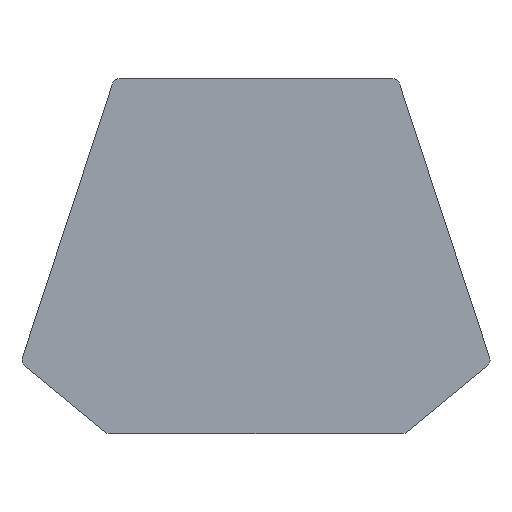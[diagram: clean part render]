
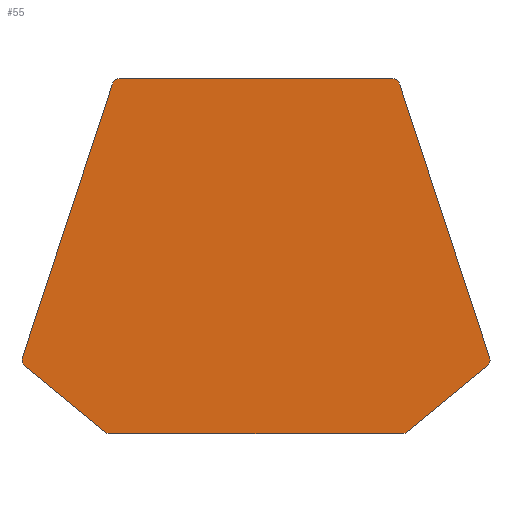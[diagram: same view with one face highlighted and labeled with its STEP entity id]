
A CAD part, top view. The second image highlights one B-rep face of the part: STEP entity #55.
In plain terms, the highlighted planar face has unit normal (0, 0, 1).
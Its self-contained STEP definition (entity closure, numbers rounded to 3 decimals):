
#41=PLANE('',#308);
#55=ADVANCED_FACE('',(#75),#41,.T.);
#75=FACE_OUTER_BOUND('',#89,.T.);
#89=EDGE_LOOP('',(#198,#199,#200,#201,#202,#203,#204,#205,#206,#207,#208,
#209));
#92=LINE('',#397,#116);
#96=LINE('',#409,#120);
#100=LINE('',#421,#124);
#104=LINE('',#433,#128);
#108=LINE('',#445,#132);
#112=LINE('',#457,#136);
#116=VECTOR('',#319,1.);
#120=VECTOR('',#331,1.);
#124=VECTOR('',#343,1.);
#128=VECTOR('',#355,1.);
#132=VECTOR('',#367,1.);
#136=VECTOR('',#379,1.);
#198=ORIENTED_EDGE('',*,*,#265,.F.);
#199=ORIENTED_EDGE('',*,*,#268,.F.);
#200=ORIENTED_EDGE('',*,*,#234,.F.);
#201=ORIENTED_EDGE('',*,*,#238,.F.);
#202=ORIENTED_EDGE('',*,*,#241,.F.);
#203=ORIENTED_EDGE('',*,*,#244,.F.);
#204=ORIENTED_EDGE('',*,*,#247,.F.);
#205=ORIENTED_EDGE('',*,*,#250,.F.);
#206=ORIENTED_EDGE('',*,*,#253,.F.);
#207=ORIENTED_EDGE('',*,*,#256,.F.);
#208=ORIENTED_EDGE('',*,*,#259,.F.);
#209=ORIENTED_EDGE('',*,*,#262,.F.);
#210=VERTEX_POINT('',#389);
#211=VERTEX_POINT('',#390);
#214=VERTEX_POINT('',#398);
#216=VERTEX_POINT('',#404);
#218=VERTEX_POINT('',#410);
#220=VERTEX_POINT('',#416);
#222=VERTEX_POINT('',#422);
#224=VERTEX_POINT('',#428);
#226=VERTEX_POINT('',#434);
#228=VERTEX_POINT('',#440);
#230=VERTEX_POINT('',#446);
#232=VERTEX_POINT('',#452);
#234=EDGE_CURVE('',#210,#211,#270,.T.);
#238=EDGE_CURVE('',#214,#210,#92,.T.);
#241=EDGE_CURVE('',#216,#214,#272,.T.);
#244=EDGE_CURVE('',#218,#216,#96,.T.);
#247=EDGE_CURVE('',#220,#218,#274,.T.);
#250=EDGE_CURVE('',#222,#220,#100,.T.);
#253=EDGE_CURVE('',#224,#222,#276,.T.);
#256=EDGE_CURVE('',#226,#224,#104,.T.);
#259=EDGE_CURVE('',#228,#226,#278,.T.);
#262=EDGE_CURVE('',#230,#228,#108,.T.);
#265=EDGE_CURVE('',#232,#230,#280,.T.);
#268=EDGE_CURVE('',#211,#232,#112,.T.);
#270=CIRCLE('',#283,6.2);
#272=CIRCLE('',#287,6.2);
#274=CIRCLE('',#291,6.2);
#276=CIRCLE('',#295,6.2);
#278=CIRCLE('',#299,6.2);
#280=CIRCLE('',#303,6.2);
#283=AXIS2_PLACEMENT_3D('',#388,#311,#312);
#287=AXIS2_PLACEMENT_3D('',#403,#324,#325);
#291=AXIS2_PLACEMENT_3D('',#415,#336,#337);
#295=AXIS2_PLACEMENT_3D('',#427,#348,#349);
#299=AXIS2_PLACEMENT_3D('',#439,#360,#361);
#303=AXIS2_PLACEMENT_3D('',#451,#372,#373);
#308=AXIS2_PLACEMENT_3D('',#461,#385,#386);
#311=DIRECTION('',(0.,0.,-1.));
#312=DIRECTION('',(1.,0.,0.));
#319=DIRECTION('',(-0.772,0.636,0.));
#324=DIRECTION('',(0.,0.,-1.));
#325=DIRECTION('',(1.,0.,0.));
#331=DIRECTION('',(-1.,0.,0.));
#336=DIRECTION('',(0.,0.,-1.));
#337=DIRECTION('',(1.,0.,0.));
#343=DIRECTION('',(-0.772,-0.636,0.));
#348=DIRECTION('',(0.,0.,-1.));
#349=DIRECTION('',(1.,0.,0.));
#355=DIRECTION('',(0.313,-0.95,0.));
#360=DIRECTION('',(0.,0.,-1.));
#361=DIRECTION('',(1.,0.,0.));
#367=DIRECTION('',(1.,0.,0.));
#372=DIRECTION('',(0.,0.,-1.));
#373=DIRECTION('',(1.,0.,0.));
#379=DIRECTION('',(0.313,0.95,0.));
#385=DIRECTION('',(0.,0.,1.));
#386=DIRECTION('',(1.,0.,0.));
#388=CARTESIAN_POINT('',(-95.517,-198.377,99.205));
#389=CARTESIAN_POINT('',(-99.458,-203.163,99.205));
#390=CARTESIAN_POINT('',(-101.406,-196.438,99.205));
#397=CARTESIAN_POINT('',(-41.238,-251.087,99.205));
#398=CARTESIAN_POINT('',(-41.238,-251.087,99.205));
#403=CARTESIAN_POINT('',(-37.298,-246.3,99.205));
#404=CARTESIAN_POINT('',(-37.298,-252.5,99.205));
#409=CARTESIAN_POINT('',(177.298,-252.5,99.205));
#410=CARTESIAN_POINT('',(177.298,-252.5,99.205));
#415=CARTESIAN_POINT('',(177.298,-246.3,99.205));
#416=CARTESIAN_POINT('',(181.238,-251.087,99.205));
#421=CARTESIAN_POINT('',(239.458,-203.163,99.205));
#422=CARTESIAN_POINT('',(239.458,-203.163,99.205));
#427=CARTESIAN_POINT('',(235.517,-198.377,99.205));
#428=CARTESIAN_POINT('',(241.406,-196.438,99.205));
#433=CARTESIAN_POINT('',(175.447,3.939,99.205));
#434=CARTESIAN_POINT('',(175.447,3.939,99.205));
#439=CARTESIAN_POINT('',(169.558,2.,99.205));
#440=CARTESIAN_POINT('',(169.558,8.2,99.205));
#445=CARTESIAN_POINT('',(-29.558,8.2,99.205));
#446=CARTESIAN_POINT('',(-29.558,8.2,99.205));
#451=CARTESIAN_POINT('',(-29.558,2.,99.205));
#452=CARTESIAN_POINT('',(-35.447,3.939,99.205));
#457=CARTESIAN_POINT('',(-101.406,-196.438,99.205));
#461=CARTESIAN_POINT('',(-29.558,2.,99.205));
